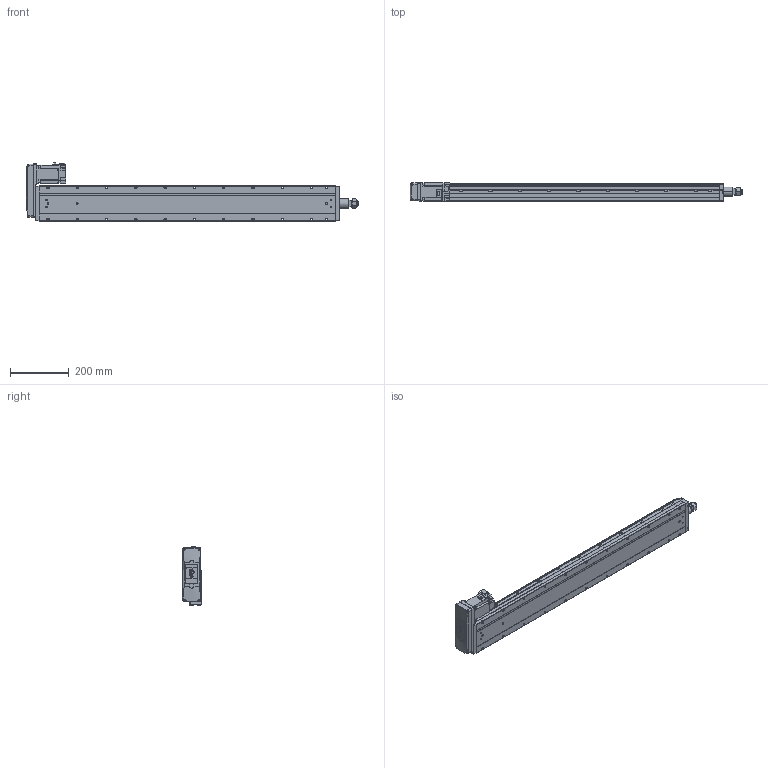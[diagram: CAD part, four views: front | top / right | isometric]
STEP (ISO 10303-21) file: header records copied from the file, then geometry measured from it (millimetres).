
FILE_DESCRIPTION (( 'STEP AP214' ), '1' );
FILE_NAME ('ETU12BL-16XLD-0800-XXXX.STEP', '2025-02-27T14:15:24', ( '' ), ( '' ), 'SwSTEP 2.0', 'SolidWorks 2022', '' );
FILE_SCHEMA (( 'AUTOMOTIVE_DESIGN' ));
Length unit declared in the file: millimetre
Products named in the file (10): ETU12-800SENSOR; ETU12-800BODY2; ETU12-800MOTOR; FANG STICKER; ETU12-800ROD; ETU12-800BODY1; ETU12-800NUT; ETU12-800BODY0; ETU12-800BODY3; ETU12BL-16XLD-0800-XXXX
Assembly tree (10 placements, depth 2):
  ETU12BL-16XLD-0800-XXXX
    ETU12-800BODY0
    ETU12-800BODY1
    ETU12-800BODY2
    ETU12-800MOTOR
    ETU12-800ROD
    ETU12-800NUT
    ETU12-800BODY3
    ETU12-800SENSOR  x2
    FANG STICKER
Bounding box: 1132.8 x 63.5 x 198.8 mm (x, y, z)
Volume: 7220667.4 mm3; surface area: 727509.7 mm2
Topology: 10 solids, 10 shells, 1121 faces, 2961 edges, 1948 vertices
Faces by surface type: plane 698, cylinder 347, cone 68, torus 8
Entity records: 35084 total; most frequent: CARTESIAN_POINT 6424, DIRECTION 5873, ORIENTED_EDGE 5862, EDGE_CURVE 2931, VECTOR 2131, LINE 2131, VERTEX_POINT 1928, AXIS2_PLACEMENT_3D 1871
